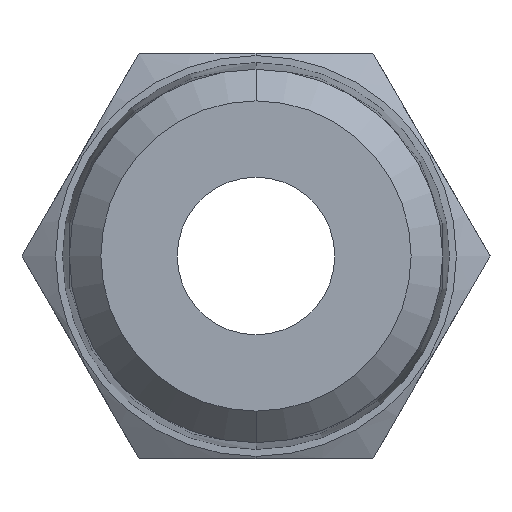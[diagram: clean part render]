
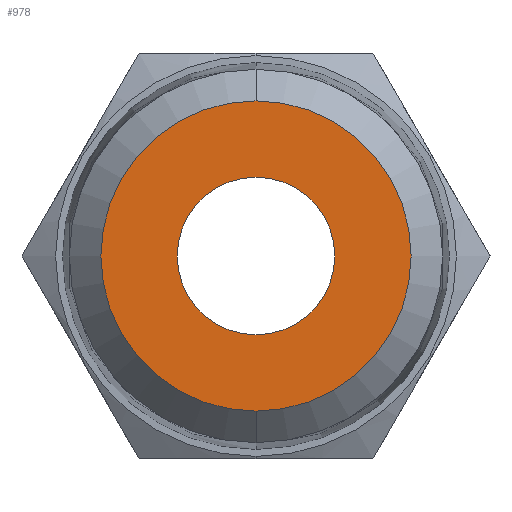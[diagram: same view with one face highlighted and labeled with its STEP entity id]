
A CAD part, front view. The second image highlights one B-rep face of the part: STEP entity #978.
In plain terms, the highlighted planar face has unit normal (0, -1, 0).
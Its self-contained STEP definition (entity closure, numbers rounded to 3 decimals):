
#467 = VERTEX_POINT ( 'NONE', #1580 ) ;
#475 = VERTEX_POINT ( 'NONE', #1724 ) ;
#498 = VERTEX_POINT ( 'NONE', #1731 ) ;
#500 = VERTEX_POINT ( 'NONE', #1667 ) ;
#525 = EDGE_CURVE ( 'NONE', #498, #467, #1789, .T. ) ;
#545 = EDGE_CURVE ( 'NONE', #500, #475, #1855, .T. ) ;
#915 = EDGE_LOOP ( 'NONE', ( #1003, #930 ) ) ;
#929 = EDGE_CURVE ( 'NONE', #475, #500, #2611, .T. ) ;
#930 = ORIENTED_EDGE ( 'NONE', *, *, #545, .F. ) ;
#947 = EDGE_LOOP ( 'NONE', ( #983, #977 ) ) ;
#977 = ORIENTED_EDGE ( 'NONE', *, *, #525, .T. ) ;
#978 = ADVANCED_FACE ( 'NONE', ( #2549, #2524 ), #2523, .T. ) ;
#980 = EDGE_CURVE ( 'NONE', #467, #498, #2597, .T. ) ;
#983 = ORIENTED_EDGE ( 'NONE', *, *, #980, .T. ) ;
#1003 = ORIENTED_EDGE ( 'NONE', *, *, #929, .F. ) ;
#1580 = CARTESIAN_POINT ( 'NONE',  ( 0., 0., 6.891 ) ) ;
#1667 = CARTESIAN_POINT ( 'NONE',  ( 0., 0., 3.5 ) ) ;
#1724 = CARTESIAN_POINT ( 'NONE',  ( 0., 0., -3.5 ) ) ;
#1731 = CARTESIAN_POINT ( 'NONE',  ( 0., 0., -6.891 ) ) ;
#1738 = DIRECTION ( 'NONE',  ( 0., 0., -1. ) ) ;
#1789 = CIRCLE ( 'NONE', #1821, 6.891 ) ;
#1820 = DIRECTION ( 'NONE',  ( 0., 0., -1. ) ) ;
#1821 = AXIS2_PLACEMENT_3D ( 'NONE', #1823, #1822, #1738 ) ;
#1822 = DIRECTION ( 'NONE',  ( 0., -1., 0. ) ) ;
#1823 = CARTESIAN_POINT ( 'NONE',  ( 0., 0., 0. ) ) ;
#1852 = DIRECTION ( 'NONE',  ( 0., -1., 0. ) ) ;
#1853 = CARTESIAN_POINT ( 'NONE',  ( 0., 0., 0. ) ) ;
#1854 = AXIS2_PLACEMENT_3D ( 'NONE', #1853, #1852, #1820 ) ;
#1855 = CIRCLE ( 'NONE', #1854, 3.5 ) ;
#2523 = PLANE ( 'NONE',  #2592 ) ;
#2524 = FACE_BOUND ( 'NONE', #915, .T. ) ;
#2549 = FACE_OUTER_BOUND ( 'NONE', #947, .T. ) ;
#2553 = CARTESIAN_POINT ( 'NONE',  ( 0., 0., 0. ) ) ;
#2563 = DIRECTION ( 'NONE',  ( 0., 0., -1. ) ) ;
#2589 = DIRECTION ( 'NONE',  ( 0., 0., -1. ) ) ;
#2590 = DIRECTION ( 'NONE',  ( 0., -1., 0. ) ) ;
#2591 = CARTESIAN_POINT ( 'NONE',  ( 0., 0., 0. ) ) ;
#2592 = AXIS2_PLACEMENT_3D ( 'NONE', #2591, #2590, #2589 ) ;
#2593 = DIRECTION ( 'NONE',  ( 0., 0., -1. ) ) ;
#2594 = DIRECTION ( 'NONE',  ( 0., -1., 0. ) ) ;
#2595 = CARTESIAN_POINT ( 'NONE',  ( 0., 0., 0. ) ) ;
#2596 = AXIS2_PLACEMENT_3D ( 'NONE', #2595, #2594, #2593 ) ;
#2597 = CIRCLE ( 'NONE', #2596, 6.891 ) ;
#2605 = DIRECTION ( 'NONE',  ( 0., -1., 0. ) ) ;
#2611 = CIRCLE ( 'NONE', #2614, 3.5 ) ;
#2614 = AXIS2_PLACEMENT_3D ( 'NONE', #2553, #2605, #2563 ) ;
